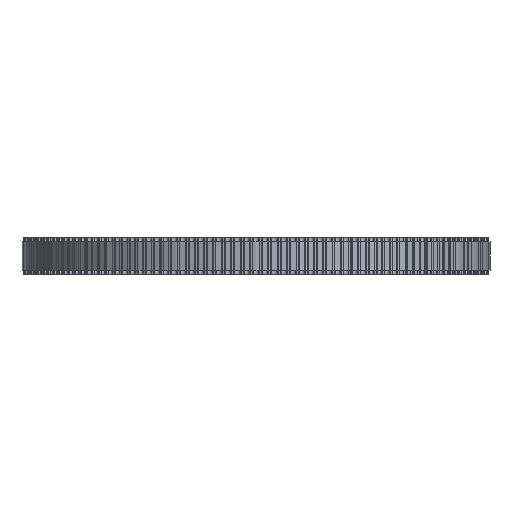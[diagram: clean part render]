
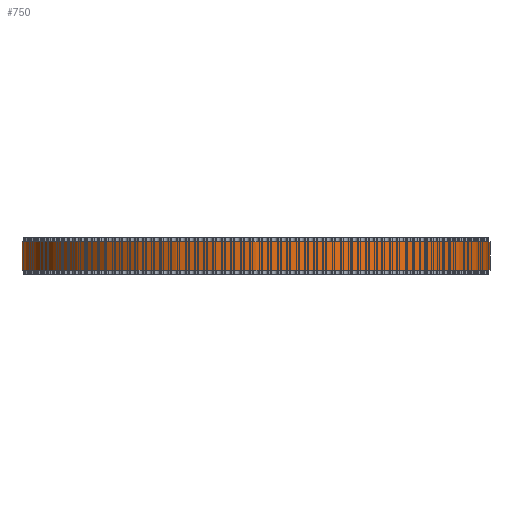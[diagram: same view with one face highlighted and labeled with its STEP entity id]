
A CAD part, front view. The second image highlights one B-rep face of the part: STEP entity #750.
In plain terms, the highlighted cylindrical face has radius 49.975 mm (diameter 99.949 mm), a full revolution.
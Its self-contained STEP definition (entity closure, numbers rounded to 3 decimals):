
#97=FACE_BOUND('',#2640,.T.);
#98=FACE_BOUND('',#2641,.T.);
#750=ADVANCED_FACE('',(#97,#98),#1379,.T.);
#1379=CYLINDRICAL_SURFACE('',#13959,49.975);
#2640=EDGE_LOOP('',(#7666));
#2641=EDGE_LOOP('',(#7667));
#7666=ORIENTED_EDGE('',*,*,#10810,.T.);
#7667=ORIENTED_EDGE('',*,*,#10811,.T.);
#8924=VERTEX_POINT('',#22140);
#8925=VERTEX_POINT('',#22142);
#10810=EDGE_CURVE('',#8924,#8924,#12068,.T.);
#10811=EDGE_CURVE('',#8925,#8925,#12069,.T.);
#12068=CIRCLE('',#13957,49.975);
#12069=CIRCLE('',#13958,49.975);
#13957=AXIS2_PLACEMENT_3D('',#22139,#18362,#18363);
#13958=AXIS2_PLACEMENT_3D('',#22141,#18364,#18365);
#13959=AXIS2_PLACEMENT_3D('',#22143,#18366,#18367);
#18362=DIRECTION('',(0.,0.,1.));
#18363=DIRECTION('',(1.,0.,0.));
#18364=DIRECTION('',(0.,0.,-1.));
#18365=DIRECTION('',(1.,0.,0.));
#18366=DIRECTION('',(0.,0.,1.));
#18367=DIRECTION('',(1.,0.,0.));
#22139=CARTESIAN_POINT('',(0.,0.,1.));
#22140=CARTESIAN_POINT('',(49.975,0.,1.));
#22141=CARTESIAN_POINT('',(0.,0.,7.));
#22142=CARTESIAN_POINT('',(49.975,0.,7.));
#22143=CARTESIAN_POINT('',(0.,0.,1.));
